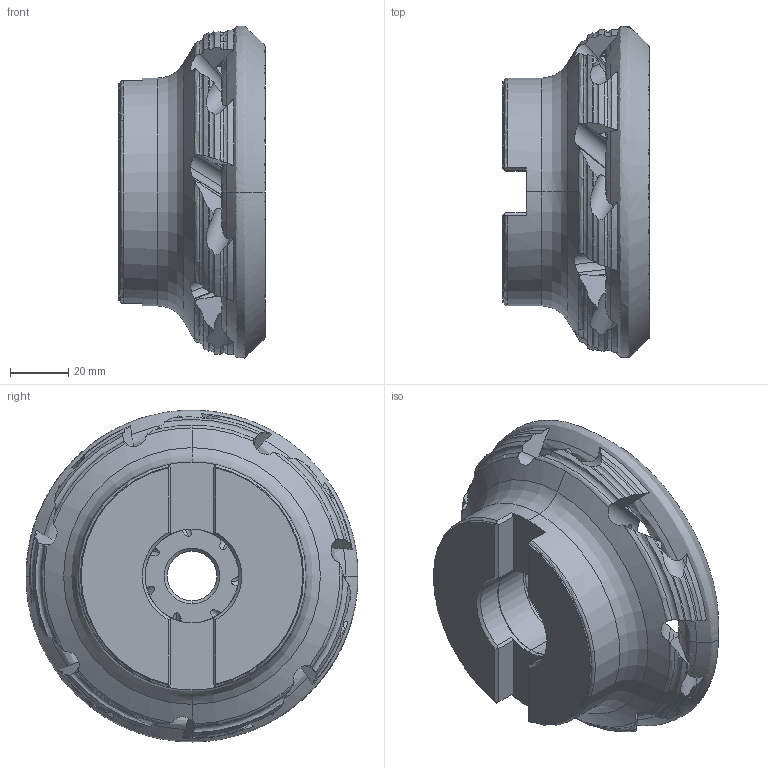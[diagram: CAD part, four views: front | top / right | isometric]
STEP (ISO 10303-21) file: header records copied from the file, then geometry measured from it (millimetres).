
FILE_DESCRIPTION (( 'STEP AP214' ), '1' );
FILE_NAME ('45PP-100-140-7.STEP', '2012-11-26T09:20:34', ( '' ), ( '' ), 'SwSTEP 2.0', 'SolidWorks 2012', '' );
FILE_SCHEMA (( 'AUTOMOTIVE_DESIGN' ));
Length unit declared in the file: millimetre
Products named in the file (1): 45PP-100-140-7
Bounding box: 50 x 113.58 x 113.6 mm (x, y, z)
Volume: 265252.7 mm3; surface area: 40551.8 mm2
Topology: 1 solids, 1 shells, 331 faces, 1021 edges, 672 vertices
Faces by surface type: plane 142, cylinder 80, torus 66, cone 39, bspline 4
Entity records: 15557 total; most frequent: CARTESIAN_POINT 7248, ORIENTED_EDGE 2042, DIRECTION 1383, EDGE_CURVE 1021, VERTEX_POINT 672, AXIS2_PLACEMENT_3D 535, B_SPLINE_CURVE_WITH_KNOTS 401, EDGE_LOOP 341
